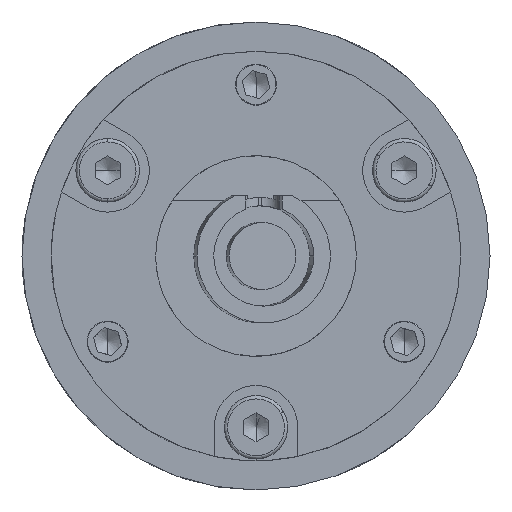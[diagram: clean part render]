
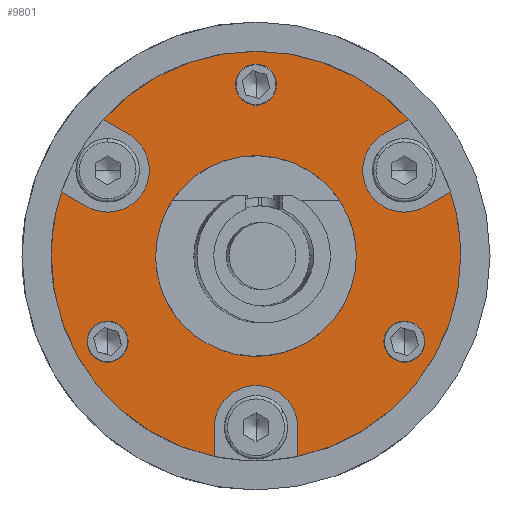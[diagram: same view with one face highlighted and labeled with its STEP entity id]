
A CAD part, left-side view. The second image highlights one B-rep face of the part: STEP entity #9801.
In plain terms, the highlighted planar face has unit normal (-1, 0, 0).
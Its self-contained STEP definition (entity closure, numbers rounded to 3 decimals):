
#4738 = VERTEX_POINT('',#4739);
#4739 = CARTESIAN_POINT('',(-24.5,10.127,
    2.96));
#4755 = VERTEX_POINT('',#4756);
#4756 = CARTESIAN_POINT('',(-24.5,8.877,2.625));
#4762 = EDGE_CURVE('',#4755,#4738,#4763,.T.);
#4763 = CIRCLE('',#4764,2.5);
#4764 = AXIS2_PLACEMENT_3D('',#4765,#4766,#4767);
#4765 = CARTESIAN_POINT('',(-24.5,8.877,5.125));
#4766 = DIRECTION('',(1.,0.,0.));
#4767 = DIRECTION('',(0.,0.,-1.));
#4778 = VERTEX_POINT('',#4779);
#4779 = CARTESIAN_POINT('',(-24.5,-8.877,-3.896));
#4785 = EDGE_CURVE('',#4778,#4786,#4788,.T.);
#4786 = VERTEX_POINT('',#4787);
#4787 = CARTESIAN_POINT('',(-24.5,-8.877,-6.355));
#4788 = CIRCLE('',#4789,1.23);
#4789 = AXIS2_PLACEMENT_3D('',#4790,#4791,#4792);
#4790 = CARTESIAN_POINT('',(-24.5,-8.877,-5.125));
#4791 = DIRECTION('',(1.,0.,0.));
#4792 = DIRECTION('',(0.,0.,1.));
#4816 = VERTEX_POINT('',#4817);
#4817 = CARTESIAN_POINT('',(-24.5,0.,11.48)
  );
#4823 = EDGE_CURVE('',#4816,#4824,#4826,.T.);
#4824 = VERTEX_POINT('',#4825);
#4825 = CARTESIAN_POINT('',(-24.5,0.,9.021));
#4826 = CIRCLE('',#4827,1.23);
#4827 = AXIS2_PLACEMENT_3D('',#4828,#4829,#4830);
#4828 = CARTESIAN_POINT('',(-24.5,0.,10.25));
#4829 = DIRECTION('',(1.,0.,0.));
#4830 = DIRECTION('',(0.,0.,1.));
#4854 = VERTEX_POINT('',#4855);
#4855 = CARTESIAN_POINT('',(-24.5,7.647,-5.125));
#4861 = EDGE_CURVE('',#4854,#4862,#4864,.T.);
#4862 = VERTEX_POINT('',#4863);
#4863 = CARTESIAN_POINT('',(-24.5,10.106,-5.125));
#4864 = CIRCLE('',#4865,1.23);
#4865 = AXIS2_PLACEMENT_3D('',#4866,#4867,#4868);
#4866 = CARTESIAN_POINT('',(-24.5,8.877,-5.125));
#4867 = DIRECTION('',(1.,0.,0.));
#4868 = DIRECTION('',(0.,-1.,0.));
#4903 = VERTEX_POINT('',#4904);
#4904 = CARTESIAN_POINT('',(-24.5,-6.,0.));
#4910 = EDGE_CURVE('',#4911,#4903,#4913,.T.);
#4911 = VERTEX_POINT('',#4912);
#4912 = CARTESIAN_POINT('',(-24.5,6.,0.));
#4913 = CIRCLE('',#4914,6.);
#4914 = AXIS2_PLACEMENT_3D('',#4915,#4916,#4917);
#4915 = CARTESIAN_POINT('',(-24.5,0.,0.));
#4916 = DIRECTION('',(1.,0.,0.));
#4917 = DIRECTION('',(0.,1.,0.));
#4970 = VERTEX_POINT('',#4971);
#4971 = CARTESIAN_POINT('',(-24.5,-7.627,
    7.29));
#4987 = VERTEX_POINT('',#4988);
#4988 = CARTESIAN_POINT('',(-24.5,-8.877,2.625));
#4994 = EDGE_CURVE('',#4987,#4970,#4995,.T.);
#4995 = CIRCLE('',#4996,2.5);
#4996 = AXIS2_PLACEMENT_3D('',#4997,#4998,#4999);
#4997 = CARTESIAN_POINT('',(-24.5,-8.877,5.125));
#4998 = DIRECTION('',(1.,0.,0.));
#4999 = DIRECTION('',(0.,0.,-1.));
#5205 = EDGE_CURVE('',#5206,#5208,#5210,.T.);
#5206 = VERTEX_POINT('',#5207);
#5207 = CARTESIAN_POINT('',(-24.5,-11.636,
    3.831));
#5208 = VERTEX_POINT('',#5209);
#5209 = CARTESIAN_POINT('',(-24.5,-12.25,0.));
#5210 = CIRCLE('',#5211,12.25);
#5211 = AXIS2_PLACEMENT_3D('',#5212,#5213,#5214);
#5212 = CARTESIAN_POINT('',(-24.5,0.,0.));
#5213 = DIRECTION('',(1.,0.,0.));
#5214 = DIRECTION('',(0.,1.,0.));
#5264 = VERTEX_POINT('',#5265);
#5265 = CARTESIAN_POINT('',(-24.5,12.25,0.));
#5271 = EDGE_CURVE('',#5264,#5272,#5274,.T.);
#5272 = VERTEX_POINT('',#5273);
#5273 = CARTESIAN_POINT('',(-24.5,11.636,
    3.831));
#5274 = CIRCLE('',#5275,12.25);
#5275 = AXIS2_PLACEMENT_3D('',#5276,#5277,#5278);
#5276 = CARTESIAN_POINT('',(-24.5,0.,0.));
#5277 = DIRECTION('',(1.,0.,0.));
#5278 = DIRECTION('',(0.,1.,0.));
#5298 = VERTEX_POINT('',#5299);
#5299 = CARTESIAN_POINT('',(-24.5,9.136,
    8.161));
#5305 = EDGE_CURVE('',#5298,#5306,#5308,.T.);
#5306 = VERTEX_POINT('',#5307);
#5307 = CARTESIAN_POINT('',(-24.5,-9.136,
    8.161));
#5308 = CIRCLE('',#5309,12.25);
#5309 = AXIS2_PLACEMENT_3D('',#5310,#5311,#5312);
#5310 = CARTESIAN_POINT('',(-24.5,0.,0.));
#5311 = DIRECTION('',(1.,0.,0.));
#5312 = DIRECTION('',(0.,1.,0.));
#9372 = VERTEX_POINT('',#9373);
#9373 = CARTESIAN_POINT('',(-24.5,7.627,
    7.29));
#9379 = EDGE_CURVE('',#9372,#4755,#9380,.T.);
#9380 = CIRCLE('',#9381,2.5);
#9381 = AXIS2_PLACEMENT_3D('',#9382,#9383,#9384);
#9382 = CARTESIAN_POINT('',(-24.5,8.877,5.125));
#9383 = DIRECTION('',(1.,0.,0.));
#9384 = DIRECTION('',(0.,0.,-1.));
#9407 = VERTEX_POINT('',#9408);
#9408 = CARTESIAN_POINT('',(-24.5,2.5,-10.25));
#9414 = EDGE_CURVE('',#9407,#9415,#9417,.T.);
#9415 = VERTEX_POINT('',#9416);
#9416 = CARTESIAN_POINT('',(-24.5,-2.5,-10.25));
#9417 = CIRCLE('',#9418,2.5);
#9418 = AXIS2_PLACEMENT_3D('',#9419,#9420,#9421);
#9419 = CARTESIAN_POINT('',(-24.5,0.,-10.25)
  );
#9420 = DIRECTION('',(1.,0.,0.));
#9421 = DIRECTION('',(0.,0.,-1.));
#9437 = EDGE_CURVE('',#4786,#4778,#9438,.T.);
#9438 = CIRCLE('',#9439,1.23);
#9439 = AXIS2_PLACEMENT_3D('',#9440,#9441,#9442);
#9440 = CARTESIAN_POINT('',(-24.5,-8.877,-5.125));
#9441 = DIRECTION('',(1.,0.,0.));
#9442 = DIRECTION('',(0.,0.,1.));
#9455 = EDGE_CURVE('',#4824,#4816,#9456,.T.);
#9456 = CIRCLE('',#9457,1.23);
#9457 = AXIS2_PLACEMENT_3D('',#9458,#9459,#9460);
#9458 = CARTESIAN_POINT('',(-24.5,0.,10.25));
#9459 = DIRECTION('',(1.,0.,0.));
#9460 = DIRECTION('',(0.,0.,1.));
#9473 = EDGE_CURVE('',#4862,#4854,#9474,.T.);
#9474 = CIRCLE('',#9475,1.23);
#9475 = AXIS2_PLACEMENT_3D('',#9476,#9477,#9478);
#9476 = CARTESIAN_POINT('',(-24.5,8.877,-5.125));
#9477 = DIRECTION('',(1.,0.,0.));
#9478 = DIRECTION('',(0.,-1.,0.));
#9494 = EDGE_CURVE('',#4903,#4911,#9495,.T.);
#9495 = CIRCLE('',#9496,6.);
#9496 = AXIS2_PLACEMENT_3D('',#9497,#9498,#9499);
#9497 = CARTESIAN_POINT('',(-24.5,0.,0.));
#9498 = DIRECTION('',(1.,0.,0.));
#9499 = DIRECTION('',(0.,1.,0.));
#9519 = VERTEX_POINT('',#9520);
#9520 = CARTESIAN_POINT('',(-24.5,-10.127,
    2.96));
#9526 = EDGE_CURVE('',#9519,#4987,#9527,.T.);
#9527 = CIRCLE('',#9528,2.5);
#9528 = AXIS2_PLACEMENT_3D('',#9529,#9530,#9531);
#9529 = CARTESIAN_POINT('',(-24.5,-8.877,5.125));
#9530 = DIRECTION('',(1.,0.,0.));
#9531 = DIRECTION('',(0.,0.,-1.));
#9644 = EDGE_CURVE('',#4970,#5306,#9645,.T.);
#9645 = LINE('',#9646,#9647);
#9646 = CARTESIAN_POINT('',(-24.5,-7.627,
    7.29));
#9647 = VECTOR('',#9648,1.);
#9648 = DIRECTION('',(0.,-0.866,0.5));
#9661 = EDGE_CURVE('',#5298,#9372,#9662,.T.);
#9662 = LINE('',#9663,#9664);
#9663 = CARTESIAN_POINT('',(-24.5,9.136,
    8.161));
#9664 = VECTOR('',#9665,1.);
#9665 = DIRECTION('',(0.,-0.866,-0.5));
#9705 = EDGE_CURVE('',#4738,#5272,#9706,.T.);
#9706 = LINE('',#9707,#9708);
#9707 = CARTESIAN_POINT('',(-24.5,10.127,
    2.96));
#9708 = VECTOR('',#9709,1.);
#9709 = DIRECTION('',(0.,0.866,0.5));
#9722 = EDGE_CURVE('',#9723,#9407,#9725,.T.);
#9723 = VERTEX_POINT('',#9724);
#9724 = CARTESIAN_POINT('',(-24.5,2.5,-11.992));
#9725 = LINE('',#9726,#9727);
#9726 = CARTESIAN_POINT('',(-24.5,2.5,0.));
#9727 = VECTOR('',#9728,1.);
#9728 = DIRECTION('',(0.,0.,1.));
#9782 = VERTEX_POINT('',#9783);
#9783 = CARTESIAN_POINT('',(-24.5,-2.5,-11.992));
#9789 = EDGE_CURVE('',#9415,#9782,#9790,.T.);
#9790 = LINE('',#9791,#9792);
#9791 = CARTESIAN_POINT('',(-24.5,-2.5,0.));
#9792 = VECTOR('',#9793,1.);
#9793 = DIRECTION('',(0.,0.,-1.));
#9801 = ADVANCED_FACE('',(#9802,#9806,#9810,#9814,#9818),#9853,.T.);
#9802 = FACE_BOUND('',#9803,.T.);
#9803 = EDGE_LOOP('',(#9804,#9805));
#9804 = ORIENTED_EDGE('',*,*,#4910,.T.);
#9805 = ORIENTED_EDGE('',*,*,#9494,.T.);
#9806 = FACE_BOUND('',#9807,.T.);
#9807 = EDGE_LOOP('',(#9808,#9809));
#9808 = ORIENTED_EDGE('',*,*,#4861,.T.);
#9809 = ORIENTED_EDGE('',*,*,#9473,.T.);
#9810 = FACE_BOUND('',#9811,.T.);
#9811 = EDGE_LOOP('',(#9812,#9813));
#9812 = ORIENTED_EDGE('',*,*,#4823,.T.);
#9813 = ORIENTED_EDGE('',*,*,#9455,.T.);
#9814 = FACE_BOUND('',#9815,.T.);
#9815 = EDGE_LOOP('',(#9816,#9817));
#9816 = ORIENTED_EDGE('',*,*,#4785,.T.);
#9817 = ORIENTED_EDGE('',*,*,#9437,.T.);
#9818 = FACE_BOUND('',#9819,.T.);
#9819 = EDGE_LOOP('',(#9820,#9821,#9822,#9823,#9830,#9831,#9837,#9838,
    #9839,#9840,#9841,#9842,#9843,#9844,#9845,#9846));
#9820 = ORIENTED_EDGE('',*,*,#9722,.T.);
#9821 = ORIENTED_EDGE('',*,*,#9414,.T.);
#9822 = ORIENTED_EDGE('',*,*,#9789,.T.);
#9823 = ORIENTED_EDGE('',*,*,#9824,.F.);
#9824 = EDGE_CURVE('',#5208,#9782,#9825,.T.);
#9825 = CIRCLE('',#9826,12.25);
#9826 = AXIS2_PLACEMENT_3D('',#9827,#9828,#9829);
#9827 = CARTESIAN_POINT('',(-24.5,0.,0.));
#9828 = DIRECTION('',(1.,0.,0.));
#9829 = DIRECTION('',(0.,1.,0.));
#9830 = ORIENTED_EDGE('',*,*,#5205,.F.);
#9831 = ORIENTED_EDGE('',*,*,#9832,.T.);
#9832 = EDGE_CURVE('',#5206,#9519,#9833,.T.);
#9833 = LINE('',#9834,#9835);
#9834 = CARTESIAN_POINT('',(-24.5,-11.636,
    3.831));
#9835 = VECTOR('',#9836,1.);
#9836 = DIRECTION('',(0.,0.866,-0.5));
#9837 = ORIENTED_EDGE('',*,*,#9526,.T.);
#9838 = ORIENTED_EDGE('',*,*,#4994,.T.);
#9839 = ORIENTED_EDGE('',*,*,#9644,.T.);
#9840 = ORIENTED_EDGE('',*,*,#5305,.F.);
#9841 = ORIENTED_EDGE('',*,*,#9661,.T.);
#9842 = ORIENTED_EDGE('',*,*,#9379,.T.);
#9843 = ORIENTED_EDGE('',*,*,#4762,.T.);
#9844 = ORIENTED_EDGE('',*,*,#9705,.T.);
#9845 = ORIENTED_EDGE('',*,*,#5271,.F.);
#9846 = ORIENTED_EDGE('',*,*,#9847,.F.);
#9847 = EDGE_CURVE('',#9723,#5264,#9848,.T.);
#9848 = CIRCLE('',#9849,12.25);
#9849 = AXIS2_PLACEMENT_3D('',#9850,#9851,#9852);
#9850 = CARTESIAN_POINT('',(-24.5,0.,0.));
#9851 = DIRECTION('',(1.,0.,0.));
#9852 = DIRECTION('',(0.,1.,0.));
#9853 = PLANE('',#9854);
#9854 = AXIS2_PLACEMENT_3D('',#9855,#9856,#9857);
#9855 = CARTESIAN_POINT('',(-24.5,9.125,0.));
#9856 = DIRECTION('',(-1.,0.,0.));
#9857 = DIRECTION('',(0.,-1.,0.));
